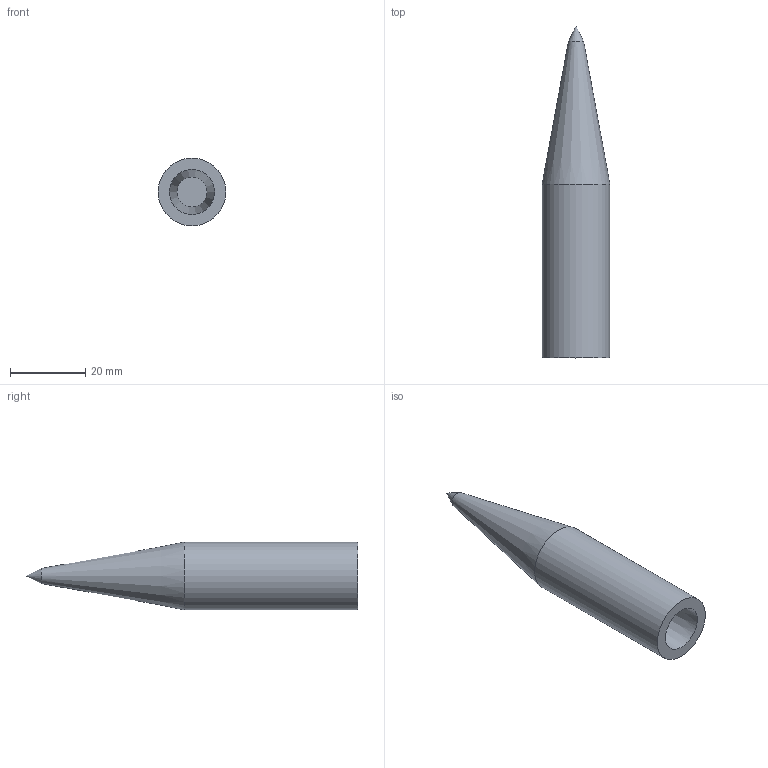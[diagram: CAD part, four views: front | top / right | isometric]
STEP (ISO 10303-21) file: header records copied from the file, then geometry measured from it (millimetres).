
FILE_DESCRIPTION(/* description */ (''),/* implementation_level */ '2;1');
FILE_NAME(/* name */ '505030 NS-D16-20-NK-HD.ipt.stp',/* time_stamp */ '2023-05-19T14:07:10+03:00',/* author */ ('Manager2'),/* organization */ (''),/* preprocessor_version */ 'ST-DEVELOPER v19.2',/* originating_system */ 'Autodesk Inventor 2023',/* authorisation */ '');
FILE_SCHEMA (('AUTOMOTIVE_DESIGN { 1 0 10303 214 3 1 1 }'));
Length unit declared in the file: millimetre
Products named in the file (1): Деталь3
Bounding box: 18 x 88 x 18 mm (x, y, z)
Volume: 12955.9 mm3; surface area: 5289 mm2
Topology: 1 solids, 1 shells, 6 faces, 10 edges, 6 vertices
Faces by surface type: cone 3, plane 2, cylinder 1
Full cylindrical faces by diameter (mm): 18 x1
Entity records: 181 total; most frequent: DIRECTION 28, CARTESIAN_POINT 22, ORIENTED_EDGE 18, AXIS2_PLACEMENT_3D 12, EDGE_CURVE 9, EDGE_LOOP 7, FACE_OUTER_BOUND 6, VERTEX_POINT 6
